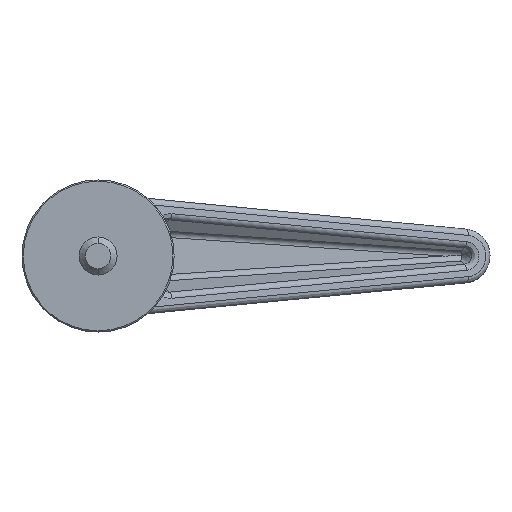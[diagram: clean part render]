
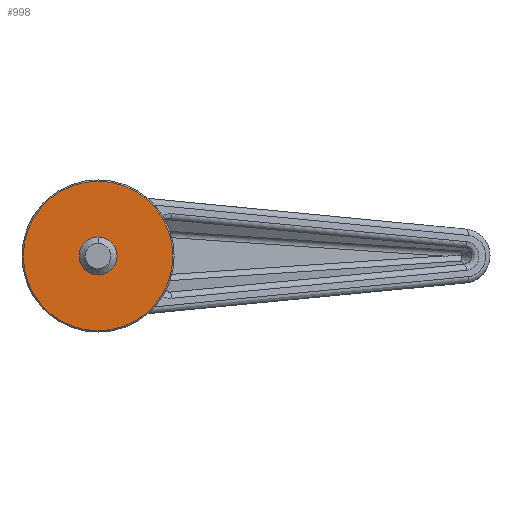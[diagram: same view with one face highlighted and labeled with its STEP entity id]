
A CAD part, front view. The second image highlights one B-rep face of the part: STEP entity #998.
In plain terms, the highlighted planar face has unit normal (0, -1, 0).
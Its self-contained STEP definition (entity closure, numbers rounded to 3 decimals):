
#544=EDGE_CURVE('',#886,#924,#1361,.T.);
#638=EDGE_CURVE('',#944,#1150,#1465,.T.);
#654=EDGE_CURVE('',#1150,#944,#1483,.T.);
#856=EDGE_CURVE('',#924,#886,#1710,.T.);
#886=VERTEX_POINT('',#1743);
#924=VERTEX_POINT('',#1783);
#944=VERTEX_POINT('',#1805);
#998=ADVANCED_FACE('',(#1863,#1864),#1865,.F.);
#1150=VERTEX_POINT('',#2038);
#1361=CIRCLE('',#2632,3.0);
#1465=CIRCLE('',#3053,11.8);
#1483=CIRCLE('',#3139,11.8);
#1710=CIRCLE('',#4010,3.0);
#1743=CARTESIAN_POINT('',(0.0,0.0,3.0));
#1783=CARTESIAN_POINT('',(0.,0.0,-3.0));
#1805=CARTESIAN_POINT('',(0.,0.0,-11.8));
#1863=FACE_OUTER_BOUND('',#5097,.T.);
#1864=FACE_BOUND('',#5098,.T.);
#1865=PLANE('',#5099);
#2038=CARTESIAN_POINT('',(0.0,0.0,11.8));
#2632=AXIS2_PLACEMENT_3D('',#7558,#7559,#7560);
#3053=AXIS2_PLACEMENT_3D('',#7676,#7677,#7678);
#3139=AXIS2_PLACEMENT_3D('',#7695,#7696,#7697);
#4010=AXIS2_PLACEMENT_3D('',#7937,#7938,#7939);
#5097=EDGE_LOOP('',(#8068,#8069));
#5098=EDGE_LOOP('',(#8070,#8071));
#5099=AXIS2_PLACEMENT_3D('',#8072,#8073,#8074);
#7558=CARTESIAN_POINT('',(0.0,0.0,0.0));
#7559=DIRECTION('',(0.0,-1.0,0.0));
#7560=DIRECTION('',(0.0,0.0,1.0));
#7676=CARTESIAN_POINT('',(0.0,0.0,0.0));
#7677=DIRECTION('',(0.0,-1.0,0.0));
#7678=DIRECTION('',(0.0,0.0,-1.0));
#7695=CARTESIAN_POINT('',(0.0,0.0,0.0));
#7696=DIRECTION('',(0.0,-1.0,0.0));
#7697=DIRECTION('',(0.0,0.0,-1.0));
#7937=CARTESIAN_POINT('',(0.0,0.0,0.0));
#7938=DIRECTION('',(0.0,-1.0,0.0));
#7939=DIRECTION('',(0.0,0.0,1.0));
#8068=ORIENTED_EDGE('',*,*,#654,.T.);
#8069=ORIENTED_EDGE('',*,*,#638,.T.);
#8070=ORIENTED_EDGE('',*,*,#544,.F.);
#8071=ORIENTED_EDGE('',*,*,#856,.F.);
#8072=CARTESIAN_POINT('',(-3.7,0.0,0.0));
#8073=DIRECTION('',(0.0,1.0,0.0));
#8074=DIRECTION('',(1.0,0.0,-0.0));
